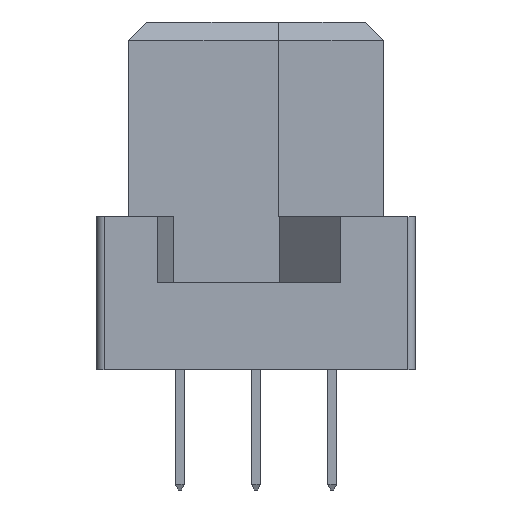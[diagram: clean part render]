
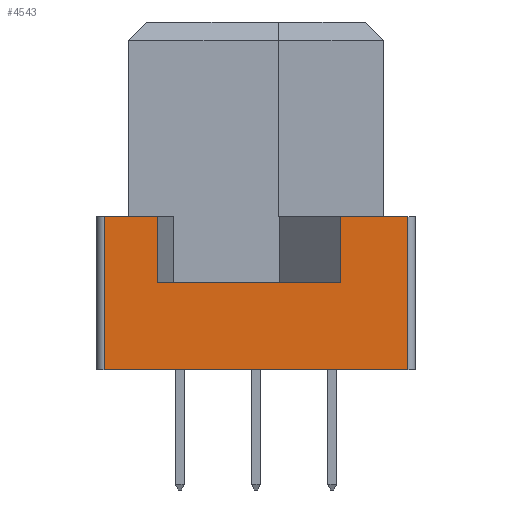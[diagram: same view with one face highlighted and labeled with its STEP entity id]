
A CAD part, left-side view. The second image highlights one B-rep face of the part: STEP entity #4543.
In plain terms, the highlighted free-form (B-spline) face has degree [3, 3] with [4, 4] control points.
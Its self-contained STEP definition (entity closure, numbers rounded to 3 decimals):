
#22 = VERTEX_POINT('',#23);
#23 = CARTESIAN_POINT('',(-47.5,-5.066,-6.5));
#41 = VERTEX_POINT('',#42);
#42 = CARTESIAN_POINT('',(-47.5,-5.066,-11.6));
#49 = EDGE_CURVE('',#41,#22,#50,.T.);
#50 = LINE('',#51,#52);
#51 = CARTESIAN_POINT('',(-47.5,-5.066,-11.6));
#52 = VECTOR('',#53,1.);
#53 = DIRECTION('',(0.,0.,1.));
#125 = VERTEX_POINT('',#126);
#126 = CARTESIAN_POINT('',(-47.5,-2.812,-6.5));
#132 = EDGE_CURVE('',#125,#22,#133,.T.);
#133 = LINE('',#134,#135);
#134 = CARTESIAN_POINT('',(-47.5,-2.812,-6.5));
#135 = VECTOR('',#136,1.);
#136 = DIRECTION('',(0.,-1.,0.));
#299 = VERTEX_POINT('',#300);
#300 = CARTESIAN_POINT('',(-47.5,5.066,-6.5));
#307 = EDGE_CURVE('',#299,#308,#310,.T.);
#308 = VERTEX_POINT('',#309);
#309 = CARTESIAN_POINT('',(-47.5,3.272,-6.5));
#310 = LINE('',#311,#312);
#311 = CARTESIAN_POINT('',(-47.5,5.066,-6.5));
#312 = VECTOR('',#313,1.);
#313 = DIRECTION('',(0.,-1.,0.));
#4363 = VERTEX_POINT('',#4364);
#4364 = CARTESIAN_POINT('',(-47.5,-2.812,-8.7));
#4388 = VERTEX_POINT('',#4389);
#4389 = CARTESIAN_POINT('',(-47.5,3.272,-8.7));
#4395 = EDGE_CURVE('',#4363,#4388,#4396,.T.);
#4396 = LINE('',#4397,#4398);
#4397 = CARTESIAN_POINT('',(-47.5,-2.812,-8.7));
#4398 = VECTOR('',#4399,1.);
#4399 = DIRECTION('',(0.,1.,0.));
#4518 = EDGE_CURVE('',#125,#4363,#4519,.T.);
#4519 = LINE('',#4520,#4521);
#4520 = CARTESIAN_POINT('',(-47.5,-2.812,-6.5));
#4521 = VECTOR('',#4522,1.);
#4522 = DIRECTION('',(0.,0.,-1.));
#4543 = ADVANCED_FACE('',(#4544),#4571,.T.);
#4544 = FACE_BOUND('',#4545,.T.);
#4545 = EDGE_LOOP('',(#4546,#4552,#4553,#4561,#4567,#4568,#4569,#4570));
#4546 = ORIENTED_EDGE('',*,*,#4547,.F.);
#4547 = EDGE_CURVE('',#308,#4388,#4548,.T.);
#4548 = LINE('',#4549,#4550);
#4549 = CARTESIAN_POINT('',(-47.5,3.272,-6.5));
#4550 = VECTOR('',#4551,1.);
#4551 = DIRECTION('',(0.,0.,-1.));
#4552 = ORIENTED_EDGE('',*,*,#307,.F.);
#4553 = ORIENTED_EDGE('',*,*,#4554,.F.);
#4554 = EDGE_CURVE('',#4555,#299,#4557,.T.);
#4555 = VERTEX_POINT('',#4556);
#4556 = CARTESIAN_POINT('',(-47.5,5.066,-11.6));
#4557 = LINE('',#4558,#4559);
#4558 = CARTESIAN_POINT('',(-47.5,5.066,-11.6));
#4559 = VECTOR('',#4560,1.);
#4560 = DIRECTION('',(0.,0.,1.));
#4561 = ORIENTED_EDGE('',*,*,#4562,.T.);
#4562 = EDGE_CURVE('',#4555,#41,#4563,.T.);
#4563 = LINE('',#4564,#4565);
#4564 = CARTESIAN_POINT('',(-47.5,5.066,-11.6));
#4565 = VECTOR('',#4566,1.);
#4566 = DIRECTION('',(0.,-1.,0.));
#4567 = ORIENTED_EDGE('',*,*,#49,.T.);
#4568 = ORIENTED_EDGE('',*,*,#132,.F.);
#4569 = ORIENTED_EDGE('',*,*,#4518,.T.);
#4570 = ORIENTED_EDGE('',*,*,#4395,.T.);
#4571 = B_SPLINE_SURFACE_WITH_KNOTS('',3,3,(
    (#4572,#4573,#4574,#4575)
    ,(#4576,#4577,#4578,#4579)
    ,(#4580,#4581,#4582,#4583)
    ,(#4584,#4585,#4586,#4587
    )),.UNSPECIFIED.,.F.,.F.,.F.,(4,4),(4,4),(0.,10.132),(
    0.2,5.3),.PIECEWISE_BEZIER_KNOTS.);
#4572 = CARTESIAN_POINT('',(-47.5,5.066,-11.6));
#4573 = CARTESIAN_POINT('',(-47.5,5.066,-9.9));
#4574 = CARTESIAN_POINT('',(-47.5,5.066,-8.2));
#4575 = CARTESIAN_POINT('',(-47.5,5.066,-6.5));
#4576 = CARTESIAN_POINT('',(-47.5,1.689,-11.6));
#4577 = CARTESIAN_POINT('',(-47.5,1.689,-9.9));
#4578 = CARTESIAN_POINT('',(-47.5,1.689,-8.2));
#4579 = CARTESIAN_POINT('',(-47.5,1.689,-6.5));
#4580 = CARTESIAN_POINT('',(-47.5,-1.689,-11.6));
#4581 = CARTESIAN_POINT('',(-47.5,-1.689,-9.9));
#4582 = CARTESIAN_POINT('',(-47.5,-1.689,-8.2));
#4583 = CARTESIAN_POINT('',(-47.5,-1.689,-6.5));
#4584 = CARTESIAN_POINT('',(-47.5,-5.066,-11.6));
#4585 = CARTESIAN_POINT('',(-47.5,-5.066,-9.9));
#4586 = CARTESIAN_POINT('',(-47.5,-5.066,-8.2));
#4587 = CARTESIAN_POINT('',(-47.5,-5.066,-6.5));
